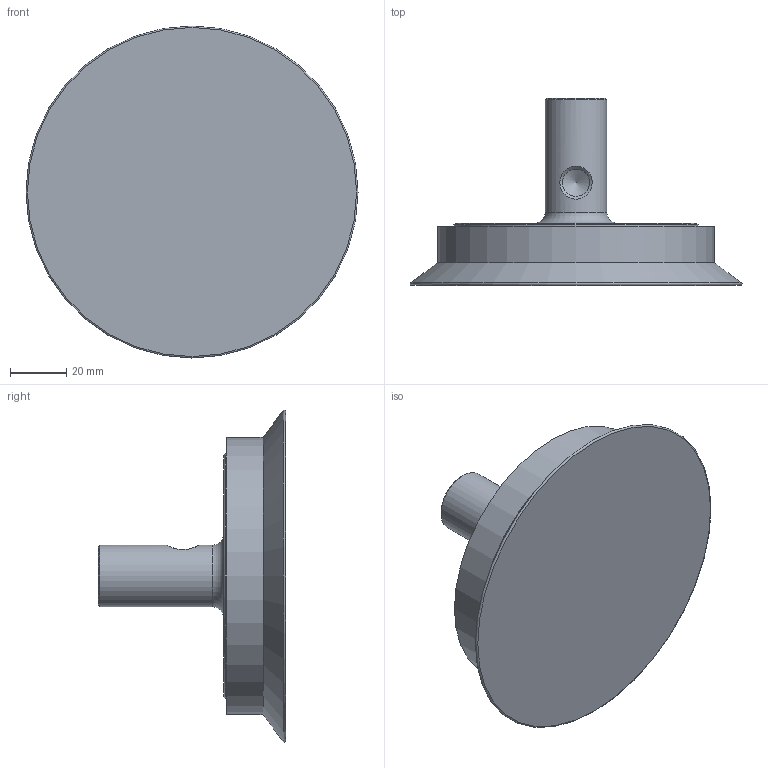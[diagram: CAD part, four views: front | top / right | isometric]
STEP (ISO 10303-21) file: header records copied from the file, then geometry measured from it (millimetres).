
FILE_DESCRIPTION(/* description */ (''),/* implementation_level */ '2;1');
FILE_NAME(/* name */ 'vma110nit.stp',/* time_stamp */ '2020-11-11T15:07:17+01:00',/* author */ ('enginyeria'),/* organization */ (''),/* preprocessor_version */ 'ST-DEVELOPER v17.2',/* originating_system */ 'Autodesk Inventor 2019',/* authorisation */ '');
FILE_SCHEMA (('CONFIG_CONTROL_DESIGN'));
Length unit declared in the file: millimetre
Products named in the file (1): vma110cn
Bounding box: 118 x 66.5 x 118 mm (x, y, z)
Volume: 194604 mm3; surface area: 30864.5 mm2
Topology: 1 solids, 1 shells, 18 faces, 50 edges, 36 vertices
Faces by surface type: cone 6, cylinder 5, plane 4, torus 2, bspline 1
Full cylindrical faces by diameter (mm): 9.7 x1, 12 x1, 22 x1, 87 x1, 98.5 x1
Entity records: 1249 total; most frequent: CARTESIAN_POINT 676, DIRECTION 113, ORIENTED_EDGE 96, AXIS2_PLACEMENT_3D 51, EDGE_CURVE 48, VERTEX_POINT 36, CIRCLE 33, EDGE_LOOP 22
